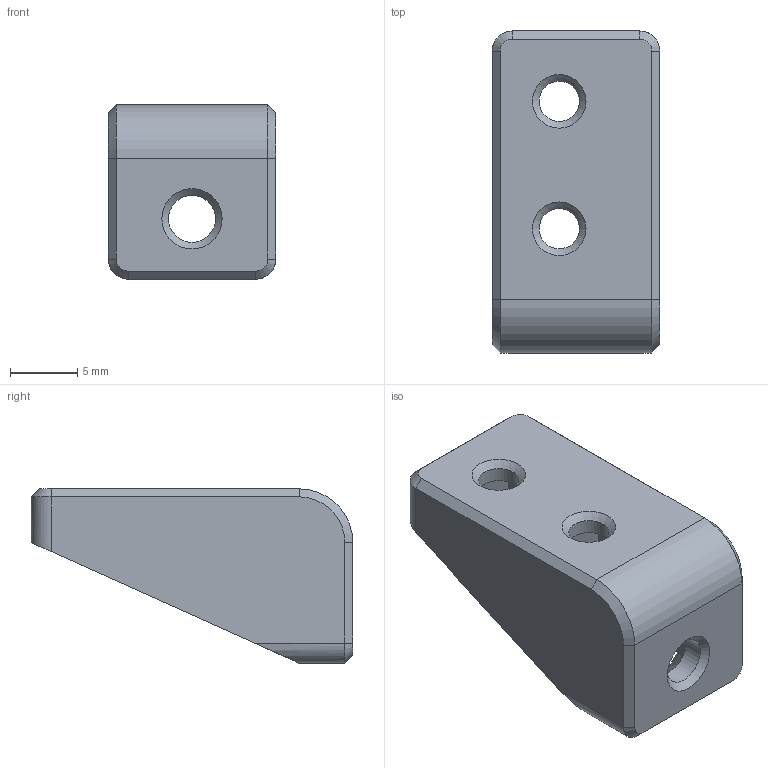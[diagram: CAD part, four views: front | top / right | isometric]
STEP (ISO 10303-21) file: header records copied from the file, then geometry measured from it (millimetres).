
FILE_DESCRIPTION(/* description */ (''),/* implementation_level */ '2;1');
FILE_NAME(/* name */ 'Micro Switch Mount.step',/* time_stamp */ '2020-12-27T20:14:20+01:00',/* author */ (''),/* organization */ (''),/* preprocessor_version */ 'ST-DEVELOPER v18.1',/* originating_system */ 'Autodesk Translation Framework v9.7.1.1290',/* authorisation */ '');
FILE_SCHEMA (('AUTOMOTIVE_DESIGN { 1 0 10303 214 3 1 1 }'));
Length unit declared in the file: millimetre
Products named in the file (1): MicroSwitchMount
Bounding box: 12.5 x 24 x 13 mm (x, y, z)
Volume: 1738 mm3; surface area: 1529.1 mm2
Topology: 1 solids, 1 shells, 62 faces, 144 edges, 84 vertices
Faces by surface type: plane 44, cone 10, cylinder 8
Full cylindrical faces by diameter (mm): 3 x2, 3.5 x1
Entity records: 1751 total; most frequent: DIRECTION 296, CARTESIAN_POINT 291, ORIENTED_EDGE 288, EDGE_CURVE 144, LINE 118, VECTOR 118, AXIS2_PLACEMENT_3D 89, VERTEX_POINT 84
